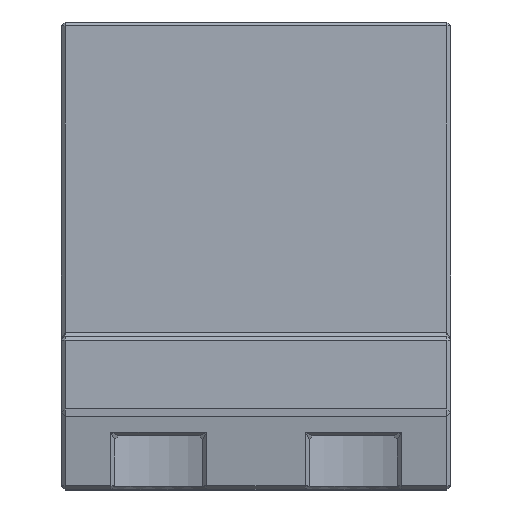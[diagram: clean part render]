
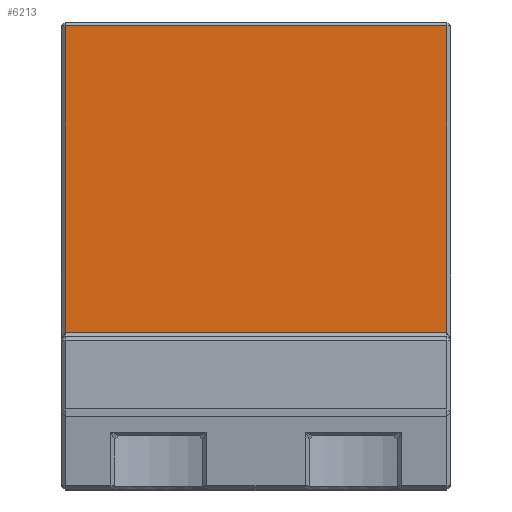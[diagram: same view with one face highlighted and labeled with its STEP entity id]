
A CAD part, top view. The second image highlights one B-rep face of the part: STEP entity #6213.
In plain terms, the highlighted planar face has unit normal (0, 0, 1).
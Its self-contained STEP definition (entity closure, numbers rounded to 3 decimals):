
#288=PLANE('',#6659);
#747=FACE_OUTER_BOUND('',#1157,.T.);
#1157=EDGE_LOOP('',(#5283,#5284,#5285,#5286));
#1608=LINE('',#10041,#2392);
#1742=LINE('',#10303,#2526);
#1754=LINE('',#10322,#2538);
#1756=LINE('',#10325,#2540);
#2392=VECTOR('',#7409,10.);
#2526=VECTOR('',#7677,10.);
#2538=VECTOR('',#7703,10.);
#2540=VECTOR('',#7707,10.);
#3086=VERTEX_POINT('',#9893);
#3112=VERTEX_POINT('',#9985);
#3114=VERTEX_POINT('',#9994);
#3127=VERTEX_POINT('',#10033);
#3709=EDGE_CURVE('',#3127,#3112,#1608,.T.);
#3847=EDGE_CURVE('',#3114,#3127,#1742,.T.);
#3859=EDGE_CURVE('',#3086,#3114,#1754,.T.);
#3861=EDGE_CURVE('',#3112,#3086,#1756,.T.);
#5283=ORIENTED_EDGE('',*,*,#3709,.F.);
#5284=ORIENTED_EDGE('',*,*,#3847,.F.);
#5285=ORIENTED_EDGE('',*,*,#3859,.F.);
#5286=ORIENTED_EDGE('',*,*,#3861,.F.);
#6213=ADVANCED_FACE('',(#747),#288,.F.);
#6659=AXIS2_PLACEMENT_3D('',#10488,#7940,#7941);
#7409=DIRECTION('',(0.,-1.,0.));
#7677=DIRECTION('',(1.,0.,0.));
#7703=DIRECTION('',(0.,1.,0.));
#7707=DIRECTION('',(-1.,0.,0.));
#7940=DIRECTION('center_axis',(0.,0.,-1.));
#7941=DIRECTION('ref_axis',(-1.,0.,0.));
#9893=CARTESIAN_POINT('',(0.1,4.1,7.9));
#9985=CARTESIAN_POINT('',(10.06,4.1,7.9));
#9994=CARTESIAN_POINT('',(0.1,12.1,7.9));
#10033=CARTESIAN_POINT('',(10.06,12.1,7.9));
#10041=CARTESIAN_POINT('',(10.06,4.05,7.9));
#10303=CARTESIAN_POINT('',(7.62,12.1,7.9));
#10322=CARTESIAN_POINT('',(0.1,10.15,7.9));
#10325=CARTESIAN_POINT('',(7.62,4.1,7.9));
#10488=CARTESIAN_POINT('Origin',(5.08,8.1,7.9));
